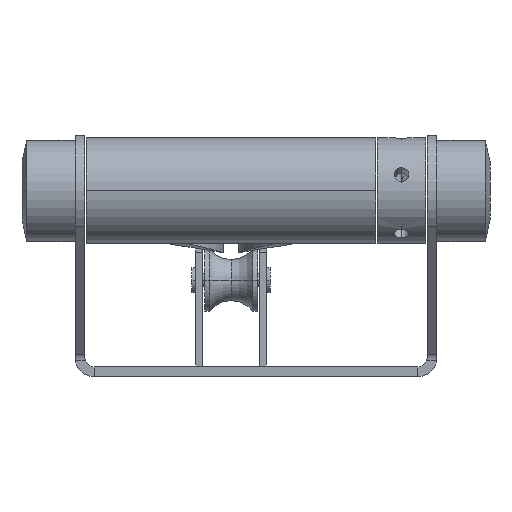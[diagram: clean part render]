
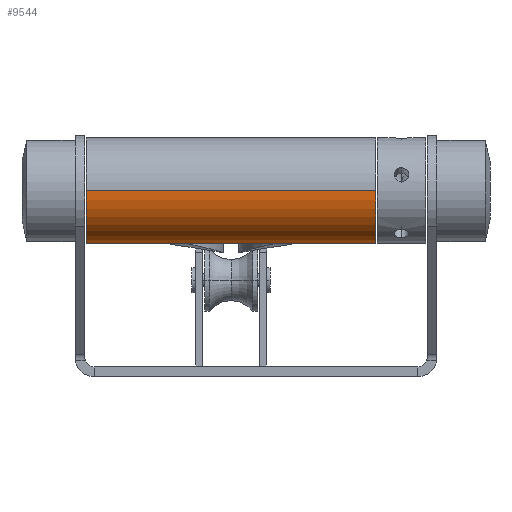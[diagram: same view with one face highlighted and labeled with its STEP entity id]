
A CAD part, left-side view. The second image highlights one B-rep face of the part: STEP entity #9544.
In plain terms, the highlighted cylindrical face has radius 11 mm (diameter 22 mm), a partial arc.
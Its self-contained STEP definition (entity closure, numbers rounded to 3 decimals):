
#360 = DIRECTION ( 'NONE',  ( 0., -1., 0. ) ) ;
#643 = CARTESIAN_POINT ( 'NONE',  ( 0.632, 30., 10.983 ) ) ;
#748 = ORIENTED_EDGE ( 'NONE', *, *, #10150, .F. ) ;
#989 = CARTESIAN_POINT ( 'NONE',  ( 0.946, 29.762, 10.96 ) ) ;
#1392 = VERTEX_POINT ( 'NONE', #2854 ) ;
#2139 = DIRECTION ( 'NONE',  ( 0., 0., 1. ) ) ;
#2432 = AXIS2_PLACEMENT_3D ( 'NONE', #21803, #8002, #13806 ) ;
#2854 = CARTESIAN_POINT ( 'NONE',  ( 1., -29.5, 10.954 ) ) ;
#4176 = CIRCLE ( 'NONE', #2432, 11. ) ;
#4489 = EDGE_CURVE ( 'NONE', #18511, #1392, #19196, .T. ) ;
#4690 = CARTESIAN_POINT ( 'NONE',  ( 0., -30., -11. ) ) ;
#4819 = CIRCLE ( 'NONE', #25590, 11. ) ;
#6119 = ORIENTED_EDGE ( 'NONE', *, *, #19763, .T. ) ;
#6722 = CARTESIAN_POINT ( 'NONE',  ( 0.761, 29.946, 10.974 ) ) ;
#7202 = VERTEX_POINT ( 'NONE', #13447 ) ;
#8002 = DIRECTION ( 'NONE',  ( 0., 1., 0. ) ) ;
#8212 = CARTESIAN_POINT ( 'NONE',  ( 0.5, -30., 10.989 ) ) ;
#8262 = VERTEX_POINT ( 'NONE', #20252 ) ;
#8316 = B_SPLINE_CURVE_WITH_KNOTS ( 'NONE', 3,
 ( #24577, #643, #6722, #989, #18969, #24982 ),
 .UNSPECIFIED., .F., .F.,
 ( 4, 2, 4 ),
 ( 0., 0., 0.001 ),
 .UNSPECIFIED. ) ;
#8911 = CYLINDRICAL_SURFACE ( 'NONE', #17193, 11. ) ;
#9544 = ADVANCED_FACE ( 'NONE', ( #16183 ), #8911, .T. ) ;
#10069 = CARTESIAN_POINT ( 'NONE',  ( 0.761, -29.946, 10.974 ) ) ;
#10150 = EDGE_CURVE ( 'NONE', #8262, #22074, #4819, .T. ) ;
#10756 = EDGE_CURVE ( 'NONE', #8262, #18511, #8316, .T. ) ;
#11559 = EDGE_CURVE ( 'NONE', #7202, #12220, #4176, .T. ) ;
#11635 = EDGE_LOOP ( 'NONE', ( #25274, #748, #23160, #15910, #6119, #21940 ) ) ;
#12220 = VERTEX_POINT ( 'NONE', #4690 ) ;
#13154 = CARTESIAN_POINT ( 'NONE',  ( 0., 30., -11. ) ) ;
#13447 = CARTESIAN_POINT ( 'NONE',  ( 0.5, -30., 10.989 ) ) ;
#13806 = DIRECTION ( 'NONE',  ( 0., 0., 1. ) ) ;
#14238 = DIRECTION ( 'NONE',  ( 0., 1., 0. ) ) ;
#14997 = DIRECTION ( 'NONE',  ( 0., -1., 0. ) ) ;
#15696 = CARTESIAN_POINT ( 'NONE',  ( 1., 29.5, 10.954 ) ) ;
#15910 = ORIENTED_EDGE ( 'NONE', *, *, #4489, .T. ) ;
#16130 = B_SPLINE_CURVE_WITH_KNOTS ( 'NONE', 3,
 ( #25961, #23784, #18249, #10069, #16137, #8212 ),
 .UNSPECIFIED., .F., .F.,
 ( 4, 2, 4 ),
 ( 0., 0., 0.001 ),
 .UNSPECIFIED. ) ;
#16137 = CARTESIAN_POINT ( 'NONE',  ( 0.632, -30., 10.983 ) ) ;
#16183 = FACE_OUTER_BOUND ( 'NONE', #11635, .T. ) ;
#17087 = VECTOR ( 'NONE', #14997, 1000. ) ;
#17193 = AXIS2_PLACEMENT_3D ( 'NONE', #18472, #18480, #20784 ) ;
#18249 = CARTESIAN_POINT ( 'NONE',  ( 0.946, -29.761, 10.96 ) ) ;
#18472 = CARTESIAN_POINT ( 'NONE',  ( 0., 30., 0. ) ) ;
#18480 = DIRECTION ( 'NONE',  ( 0., -1., 0. ) ) ;
#18511 = VERTEX_POINT ( 'NONE', #15696 ) ;
#18969 = CARTESIAN_POINT ( 'NONE',  ( 1., 29.632, 10.954 ) ) ;
#19196 = LINE ( 'NONE', #22332, #22312 ) ;
#19763 = EDGE_CURVE ( 'NONE', #1392, #7202, #16130, .T. ) ;
#19905 = CARTESIAN_POINT ( 'NONE',  ( 0., 30., 0. ) ) ;
#20252 = CARTESIAN_POINT ( 'NONE',  ( 0.5, 30., 10.989 ) ) ;
#20784 = DIRECTION ( 'NONE',  ( 0., 0., -1. ) ) ;
#21795 = LINE ( 'NONE', #13154, #17087 ) ;
#21803 = CARTESIAN_POINT ( 'NONE',  ( 0., -30., 0. ) ) ;
#21940 = ORIENTED_EDGE ( 'NONE', *, *, #11559, .T. ) ;
#22074 = VERTEX_POINT ( 'NONE', #24324 ) ;
#22312 = VECTOR ( 'NONE', #360, 1000. ) ;
#22332 = CARTESIAN_POINT ( 'NONE',  ( 1., 30., 10.954 ) ) ;
#23160 = ORIENTED_EDGE ( 'NONE', *, *, #10756, .T. ) ;
#23784 = CARTESIAN_POINT ( 'NONE',  ( 1., -29.632, 10.954 ) ) ;
#24324 = CARTESIAN_POINT ( 'NONE',  ( 0., 30., -11. ) ) ;
#24577 = CARTESIAN_POINT ( 'NONE',  ( 0.5, 30., 10.989 ) ) ;
#24982 = CARTESIAN_POINT ( 'NONE',  ( 1., 29.5, 10.954 ) ) ;
#25274 = ORIENTED_EDGE ( 'NONE', *, *, #25367, .F. ) ;
#25367 = EDGE_CURVE ( 'NONE', #22074, #12220, #21795, .T. ) ;
#25590 = AXIS2_PLACEMENT_3D ( 'NONE', #19905, #14238, #2139 ) ;
#25961 = CARTESIAN_POINT ( 'NONE',  ( 1., -29.5, 10.954 ) ) ;
